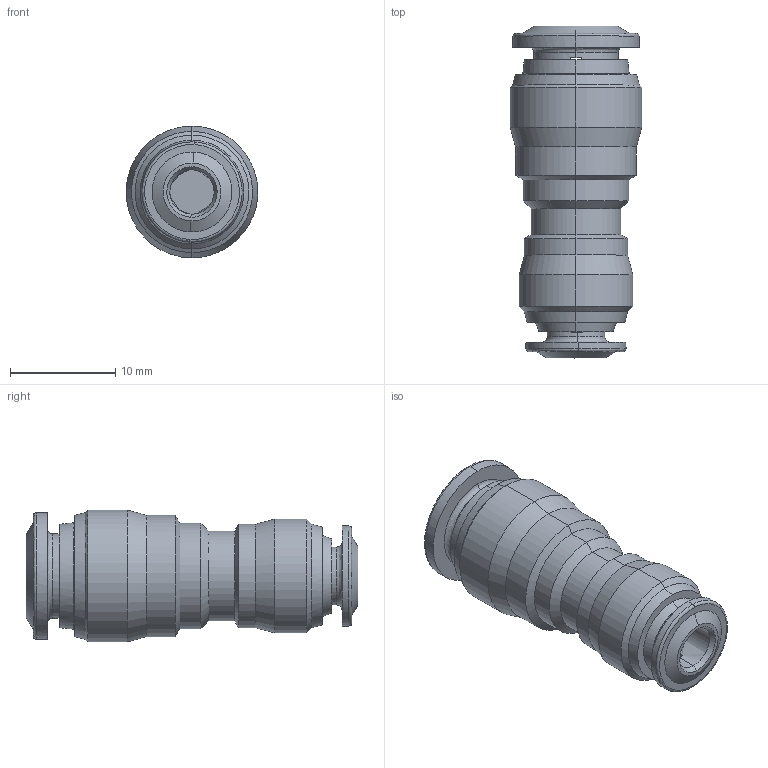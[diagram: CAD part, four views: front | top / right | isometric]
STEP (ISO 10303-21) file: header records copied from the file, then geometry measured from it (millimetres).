
FILE_DESCRIPTION (( 'STEP AP214' ), '1' );
FILE_NAME ('PG06-04_ME.STEP', '2018-09-06T09:40:00', ( '' ), ( '' ), 'SwSTEP 2.0', 'SolidWorks 2018', '' );
FILE_SCHEMA (( 'AUTOMOTIVE_DESIGN' ));
Length unit declared in the file: millimetre
Products named in the file (1): PG06-04_ME
Bounding box: 12.49 x 31.5 x 12.5 mm (x, y, z)
Volume: 2464.2 mm3; surface area: 1631.3 mm2
Topology: 1 solids, 1 shells, 96 faces, 218 edges, 130 vertices
Faces by surface type: bspline 96
Entity records: 3711 total; most frequent: CARTESIAN_POINT 2404, ORIENTED_EDGE 436, EDGE_CURVE 218, B_SPLINE_CURVE_WITH_KNOTS 142, VERTEX_POINT 130, EDGE_LOOP 110, ADVANCED_FACE 96, FACE_OUTER_BOUND 96
